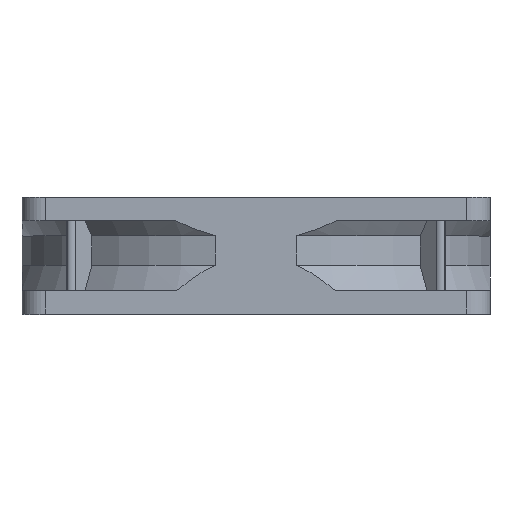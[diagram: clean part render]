
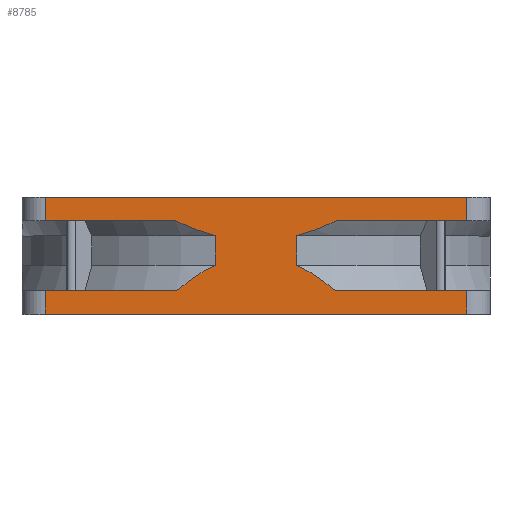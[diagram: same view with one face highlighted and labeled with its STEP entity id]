
A CAD part, top view. The second image highlights one B-rep face of the part: STEP entity #8785.
In plain terms, the highlighted planar face has unit normal (0, 0, 1).
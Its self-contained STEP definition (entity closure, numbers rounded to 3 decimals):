
#112=DIRECTION('',(1.,0.,0.));
#113=VECTOR('',#112,72.);
#114=CARTESIAN_POINT('',(-36.,0.,40.));
#115=LINE('',#114,#113);
#1223=DIRECTION('',(0.,-1.,0.));
#1224=VECTOR('',#1223,5.032);
#1225=CARTESIAN_POINT('',(-6.954,13.395,40.));
#1226=LINE('',#1225,#1224);
#1234=CARTESIAN_POINT('',(-13.872,16.,40.));
#1235=CARTESIAN_POINT('',(-13.059,15.601,40.));
#1236=CARTESIAN_POINT('',(-11.462,14.879,40.));
#1237=CARTESIAN_POINT('',(-9.167,14.021,40.));
#1238=CARTESIAN_POINT('',(-7.682,13.582,40.));
#1239=CARTESIAN_POINT('',(-6.954,13.395,40.));
#1246=DIRECTION('',(-1.,0.,0.));
#1247=VECTOR('',#1246,22.128);
#1248=CARTESIAN_POINT('',(-13.872,16.,40.));
#1249=LINE('',#1248,#1247);
#1250=DIRECTION('',(-1.,0.,0.));
#1251=VECTOR('',#1250,22.128);
#1252=CARTESIAN_POINT('',(36.,16.,40.));
#1253=LINE('',#1252,#1251);
#1254=CARTESIAN_POINT('',(6.954,8.363,40.));
#1255=CARTESIAN_POINT('',(7.73,8.009,40.));
#1256=CARTESIAN_POINT('',(9.247,7.2,40.));
#1257=CARTESIAN_POINT('',(11.428,5.741,40.));
#1258=CARTESIAN_POINT('',(12.854,4.605,40.));
#1259=CARTESIAN_POINT('',(13.56,4.,40.));
#1261=DIRECTION('',(1.,0.,0.));
#1262=VECTOR('',#1261,22.44);
#1263=CARTESIAN_POINT('',(13.56,4.,40.));
#1264=LINE('',#1263,#1262);
#1265=DIRECTION('',(1.,0.,0.));
#1266=VECTOR('',#1265,22.44);
#1267=CARTESIAN_POINT('',(-36.,4.,40.));
#1268=LINE('',#1267,#1266);
#1269=CARTESIAN_POINT('',(-13.56,4.,40.));
#1270=CARTESIAN_POINT('',(-12.854,4.605,40.));
#1271=CARTESIAN_POINT('',(-11.427,5.741,40.));
#1272=CARTESIAN_POINT('',(-9.247,7.2,40.));
#1273=CARTESIAN_POINT('',(-7.73,8.009,40.));
#1274=CARTESIAN_POINT('',(-6.954,8.363,40.));
#1280=DIRECTION('',(0.,-1.,0.));
#1281=VECTOR('',#1280,4.);
#1282=CARTESIAN_POINT('',(-36.,20.,40.));
#1283=LINE('',#1282,#1281);
#1339=DIRECTION('',(-1.,0.,0.));
#1340=VECTOR('',#1339,72.);
#1341=CARTESIAN_POINT('',(36.,20.,40.));
#1342=LINE('',#1341,#1340);
#1721=DIRECTION('',(0.,1.,0.));
#1722=VECTOR('',#1721,4.);
#1723=CARTESIAN_POINT('',(36.,0.,40.));
#1724=LINE('',#1723,#1722);
#1838=DIRECTION('',(0.,1.,0.));
#1839=VECTOR('',#1838,5.032);
#1840=CARTESIAN_POINT('',(6.954,8.363,40.));
#1841=LINE('',#1840,#1839);
#1905=CARTESIAN_POINT('',(6.954,13.395,40.));
#1906=CARTESIAN_POINT('',(7.685,13.582,40.));
#1907=CARTESIAN_POINT('',(9.172,14.022,40.));
#1908=CARTESIAN_POINT('',(11.465,14.88,40.));
#1909=CARTESIAN_POINT('',(13.061,15.601,40.));
#1910=CARTESIAN_POINT('',(13.872,16.,40.));
#2195=DIRECTION('',(0.,1.,0.));
#2196=VECTOR('',#2195,4.);
#2197=CARTESIAN_POINT('',(36.,16.,40.));
#2198=LINE('',#2197,#2196);
#2751=DIRECTION('',(0.,-1.,0.));
#2752=VECTOR('',#2751,4.);
#2753=CARTESIAN_POINT('',(-36.,4.,40.));
#2754=LINE('',#2753,#2752);
#6114=CARTESIAN_POINT('',(-36.,0.,40.));
#6115=VERTEX_POINT('',#6114);
#6116=CARTESIAN_POINT('',(36.,0.,40.));
#6117=VERTEX_POINT('',#6116);
#6186=CARTESIAN_POINT('',(-13.56,4.,40.));
#6187=VERTEX_POINT('',#6186);
#6188=CARTESIAN_POINT('',(-36.,4.,40.));
#6189=VERTEX_POINT('',#6188);
#6250=CARTESIAN_POINT('',(36.,4.,40.));
#6251=VERTEX_POINT('',#6250);
#6252=CARTESIAN_POINT('',(13.56,4.,40.));
#6253=VERTEX_POINT('',#6252);
#6288=CARTESIAN_POINT('',(-36.,16.,40.));
#6289=VERTEX_POINT('',#6288);
#6290=CARTESIAN_POINT('',(-13.872,16.,40.));
#6291=VERTEX_POINT('',#6290);
#6348=CARTESIAN_POINT('',(13.872,16.,40.));
#6349=VERTEX_POINT('',#6348);
#6350=CARTESIAN_POINT('',(36.,16.,40.));
#6351=VERTEX_POINT('',#6350);
#6415=CARTESIAN_POINT('',(36.,20.,40.));
#6416=VERTEX_POINT('',#6415);
#6417=CARTESIAN_POINT('',(-36.,20.,40.));
#6418=VERTEX_POINT('',#6417);
#6538=VERTEX_POINT('',#1254);
#6549=CARTESIAN_POINT('',(6.954,13.395,40.));
#6550=VERTEX_POINT('',#6549);
#6700=CARTESIAN_POINT('',(-6.954,13.395,40.));
#6701=CARTESIAN_POINT('',(-6.954,8.363,40.));
#6702=VERTEX_POINT('',#6700);
#6703=VERTEX_POINT('',#6701);
#8752=CARTESIAN_POINT('',(-40.,0.,40.));
#8753=DIRECTION('',(0.,0.,1.));
#8754=DIRECTION('',(1.,0.,0.));
#8755=AXIS2_PLACEMENT_3D('',#8752,#8753,#8754);
#8756=PLANE('',#8755);
#8757=ORIENTED_EDGE('',*,*,#8733,.F.);
#8758=ORIENTED_EDGE('',*,*,#8746,.F.);
#8759=ORIENTED_EDGE('',*,*,#8639,.T.);
#8761=ORIENTED_EDGE('',*,*,#8760,.F.);
#8763=ORIENTED_EDGE('',*,*,#8762,.F.);
#8765=ORIENTED_EDGE('',*,*,#8764,.F.);
#8767=ORIENTED_EDGE('',*,*,#8766,.T.);
#8769=ORIENTED_EDGE('',*,*,#8768,.F.);
#8771=ORIENTED_EDGE('',*,*,#8770,.F.);
#8773=ORIENTED_EDGE('',*,*,#8772,.T.);
#8775=ORIENTED_EDGE('',*,*,#8774,.T.);
#8777=ORIENTED_EDGE('',*,*,#8776,.F.);
#8778=ORIENTED_EDGE('',*,*,#7786,.F.);
#8780=ORIENTED_EDGE('',*,*,#8779,.F.);
#8781=ORIENTED_EDGE('',*,*,#8695,.T.);
#8782=ORIENTED_EDGE('',*,*,#8720,.T.);
#8783=EDGE_LOOP('',(#8757,#8758,#8759,#8761,#8763,#8765,#8767,#8769,#8771,#8773,
#8775,#8777,#8778,#8780,#8781,#8782));
#8784=FACE_OUTER_BOUND('',#8783,.F.);
#8785=ADVANCED_FACE('',(#8784),#8756,.T.);
#1240=B_SPLINE_CURVE_WITH_KNOTS('',3,(#1234,#1235,#1236,#1237,#1238,#1239),
.UNSPECIFIED.,.F.,.F.,(4,1,1,4),(0.,0.333,0.667,1.),
.UNSPECIFIED.);
#1260=B_SPLINE_CURVE_WITH_KNOTS('',3,(#1254,#1255,#1256,#1257,#1258,#1259),
.UNSPECIFIED.,.F.,.F.,(4,1,1,4),(0.,0.333,0.667,1.),
.UNSPECIFIED.);
#1275=B_SPLINE_CURVE_WITH_KNOTS('',3,(#1269,#1270,#1271,#1272,#1273,#1274),
.UNSPECIFIED.,.F.,.F.,(4,1,1,4),(0.,0.333,0.667,1.),
.UNSPECIFIED.);
#1911=B_SPLINE_CURVE_WITH_KNOTS('',3,(#1905,#1906,#1907,#1908,#1909,#1910),
.UNSPECIFIED.,.F.,.F.,(4,1,1,4),(0.,0.333,0.667,1.),
.UNSPECIFIED.);
#7786=EDGE_CURVE('',#6115,#6117,#115,.T.);
#8639=EDGE_CURVE('',#6291,#6289,#1249,.T.);
#8695=EDGE_CURVE('',#6189,#6187,#1268,.T.);
#8720=EDGE_CURVE('',#6187,#6703,#1275,.T.);
#8733=EDGE_CURVE('',#6702,#6703,#1226,.T.);
#8746=EDGE_CURVE('',#6291,#6702,#1240,.T.);
#8760=EDGE_CURVE('',#6418,#6289,#1283,.T.);
#8762=EDGE_CURVE('',#6416,#6418,#1342,.T.);
#8764=EDGE_CURVE('',#6351,#6416,#2198,.T.);
#8766=EDGE_CURVE('',#6351,#6349,#1253,.T.);
#8768=EDGE_CURVE('',#6550,#6349,#1911,.T.);
#8770=EDGE_CURVE('',#6538,#6550,#1841,.T.);
#8772=EDGE_CURVE('',#6538,#6253,#1260,.T.);
#8774=EDGE_CURVE('',#6253,#6251,#1264,.T.);
#8776=EDGE_CURVE('',#6117,#6251,#1724,.T.);
#8779=EDGE_CURVE('',#6189,#6115,#2754,.T.);
